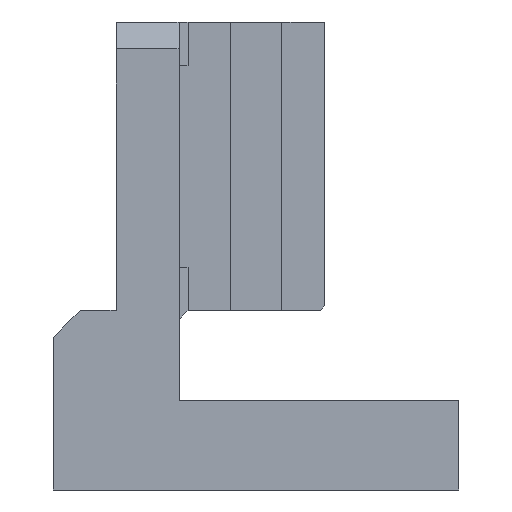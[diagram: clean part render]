
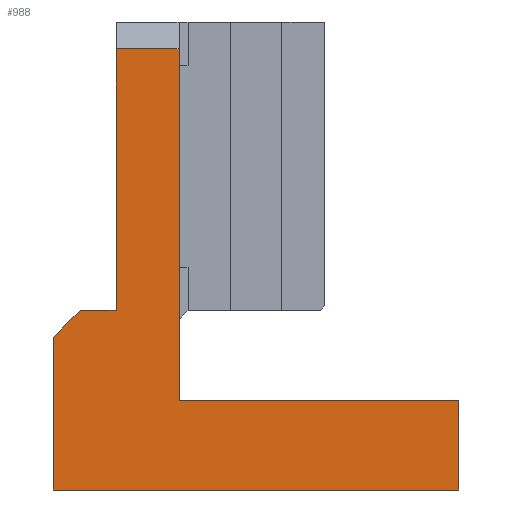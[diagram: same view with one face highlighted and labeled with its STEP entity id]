
A CAD part, left-side view. The second image highlights one B-rep face of the part: STEP entity #988.
In plain terms, the highlighted planar face has unit normal (-1, 0, 0).
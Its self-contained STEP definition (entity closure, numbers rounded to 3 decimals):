
#9 = EDGE_CURVE ( 'NONE', #495, #550, #1062, .T. ) ;
#11 = DIRECTION ( 'NONE',  ( 0., 1., 0. ) ) ;
#14 = CARTESIAN_POINT ( 'NONE',  ( 0., 11., -16.05 ) ) ;
#63 = PLANE ( 'NONE',  #1030 ) ;
#78 = VERTEX_POINT ( 'NONE', #97 ) ;
#92 = EDGE_CURVE ( 'NONE', #779, #819, #976, .T. ) ;
#97 = CARTESIAN_POINT ( 'NONE',  ( 0., 7., 13.05 ) ) ;
#99 = CARTESIAN_POINT ( 'NONE',  ( 0., 0., 13.05 ) ) ;
#105 = VECTOR ( 'NONE', #1103, 1000. ) ;
#179 = LINE ( 'NONE', #686, #660 ) ;
#207 = CARTESIAN_POINT ( 'NONE',  ( 0., -31.14, -36.05 ) ) ;
#208 = EDGE_CURVE ( 'NONE', #495, #588, #179, .T. ) ;
#241 = CARTESIAN_POINT ( 'NONE',  ( 0., 7., 16.05 ) ) ;
#254 = DIRECTION ( 'NONE',  ( 0., 1., 0. ) ) ;
#282 = EDGE_CURVE ( 'NONE', #1189, #78, #1116, .T. ) ;
#335 = VECTOR ( 'NONE', #478, 1000. ) ;
#344 = DIRECTION ( 'NONE',  ( 0., 0., 1. ) ) ;
#418 = LINE ( 'NONE', #1312, #1319 ) ;
#427 = EDGE_LOOP ( 'NONE', ( #1107, #566, #708, #919, #1187, #711, #1042, #564, #616 ) ) ;
#442 = CARTESIAN_POINT ( 'NONE',  ( 0., 7., -16.05 ) ) ;
#478 = DIRECTION ( 'NONE',  ( 0., 0., 1. ) ) ;
#495 = VERTEX_POINT ( 'NONE', #1055 ) ;
#550 = VERTEX_POINT ( 'NONE', #618 ) ;
#564 = ORIENTED_EDGE ( 'NONE', *, *, #282, .T. ) ;
#566 = ORIENTED_EDGE ( 'NONE', *, *, #579, .T. ) ;
#579 = EDGE_CURVE ( 'NONE', #819, #832, #610, .T. ) ;
#582 = CARTESIAN_POINT ( 'NONE',  ( 0., 7., 13.05 ) ) ;
#588 = VERTEX_POINT ( 'NONE', #984 ) ;
#610 = LINE ( 'NONE', #1315, #105 ) ;
#616 = ORIENTED_EDGE ( 'NONE', *, *, #726, .F. ) ;
#618 = CARTESIAN_POINT ( 'NONE',  ( 0., -31.14, -26.05 ) ) ;
#623 = LINE ( 'NONE', #808, #335 ) ;
#625 = DIRECTION ( 'NONE',  ( 1., 0., 0. ) ) ;
#640 = FACE_OUTER_BOUND ( 'NONE', #427, .T. ) ;
#660 = VECTOR ( 'NONE', #11, 1000. ) ;
#686 = CARTESIAN_POINT ( 'NONE',  ( 0., 14., -36.05 ) ) ;
#687 = LINE ( 'NONE', #241, #1396 ) ;
#708 = ORIENTED_EDGE ( 'NONE', *, *, #871, .F. ) ;
#711 = ORIENTED_EDGE ( 'NONE', *, *, #1128, .T. ) ;
#726 = EDGE_CURVE ( 'NONE', #779, #78, #687, .T. ) ;
#732 = VECTOR ( 'NONE', #254, 1000. ) ;
#761 = CARTESIAN_POINT ( 'NONE',  ( 0., 0., -26.05 ) ) ;
#779 = VERTEX_POINT ( 'NONE', #442 ) ;
#808 = CARTESIAN_POINT ( 'NONE',  ( 0., 0., 16.05 ) ) ;
#814 = CARTESIAN_POINT ( 'NONE',  ( 0., 14., -26.05 ) ) ;
#819 = VERTEX_POINT ( 'NONE', #14 ) ;
#832 = VERTEX_POINT ( 'NONE', #1444 ) ;
#871 = EDGE_CURVE ( 'NONE', #588, #832, #1450, .T. ) ;
#877 = DIRECTION ( 'NONE',  ( 0., 1., 0. ) ) ;
#919 = ORIENTED_EDGE ( 'NONE', *, *, #208, .F. ) ;
#976 = LINE ( 'NONE', #1097, #1287 ) ;
#984 = CARTESIAN_POINT ( 'NONE',  ( 0., 14., -36.05 ) ) ;
#988 = ADVANCED_FACE ( 'NONE', ( #640 ), #63, .F. ) ;
#1030 = AXIS2_PLACEMENT_3D ( 'NONE', #1404, #625, #1297 ) ;
#1042 = ORIENTED_EDGE ( 'NONE', *, *, #1400, .T. ) ;
#1055 = CARTESIAN_POINT ( 'NONE',  ( 0., -31.14, -36.05 ) ) ;
#1062 = LINE ( 'NONE', #207, #1204 ) ;
#1073 = DIRECTION ( 'NONE',  ( 0., 0., 1. ) ) ;
#1097 = CARTESIAN_POINT ( 'NONE',  ( 0., 7., -16.05 ) ) ;
#1103 = DIRECTION ( 'NONE',  ( 0., 0.707, -0.707 ) ) ;
#1107 = ORIENTED_EDGE ( 'NONE', *, *, #92, .T. ) ;
#1116 = LINE ( 'NONE', #582, #732 ) ;
#1128 = EDGE_CURVE ( 'NONE', #550, #1206, #418, .T. ) ;
#1137 = DIRECTION ( 'NONE',  ( 0., 0., 1. ) ) ;
#1187 = ORIENTED_EDGE ( 'NONE', *, *, #9, .T. ) ;
#1189 = VERTEX_POINT ( 'NONE', #99 ) ;
#1204 = VECTOR ( 'NONE', #1073, 1000. ) ;
#1206 = VERTEX_POINT ( 'NONE', #761 ) ;
#1269 = VECTOR ( 'NONE', #1137, 1000. ) ;
#1287 = VECTOR ( 'NONE', #1433, 1000. ) ;
#1297 = DIRECTION ( 'NONE',  ( 0., 0., -1. ) ) ;
#1312 = CARTESIAN_POINT ( 'NONE',  ( 0., 14., -26.05 ) ) ;
#1315 = CARTESIAN_POINT ( 'NONE',  ( 0., 11., -16.05 ) ) ;
#1319 = VECTOR ( 'NONE', #877, 1000. ) ;
#1396 = VECTOR ( 'NONE', #344, 1000. ) ;
#1400 = EDGE_CURVE ( 'NONE', #1206, #1189, #623, .T. ) ;
#1404 = CARTESIAN_POINT ( 'NONE',  ( 0., 7., 16.05 ) ) ;
#1433 = DIRECTION ( 'NONE',  ( 0., 1., 0. ) ) ;
#1444 = CARTESIAN_POINT ( 'NONE',  ( 0., 14., -19.05 ) ) ;
#1450 = LINE ( 'NONE', #814, #1269 ) ;
